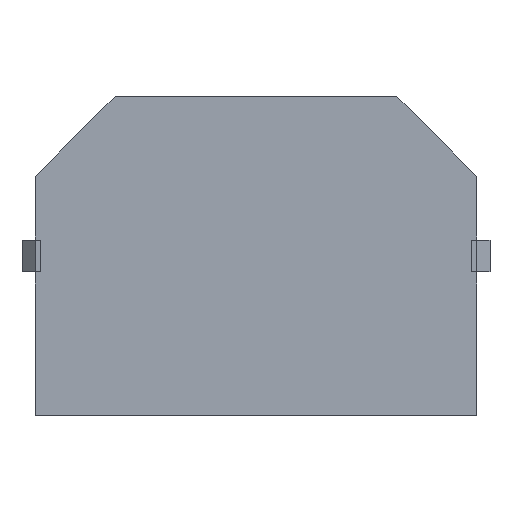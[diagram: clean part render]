
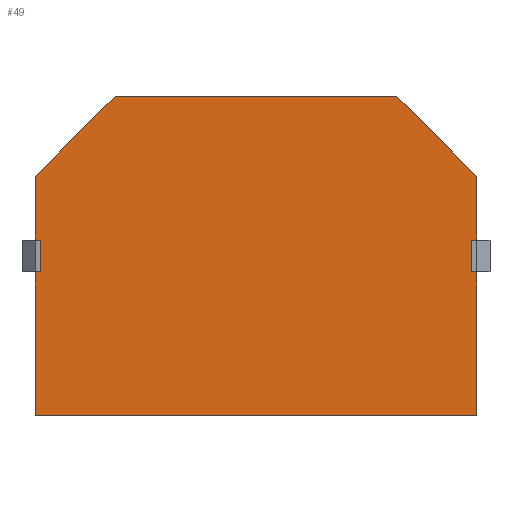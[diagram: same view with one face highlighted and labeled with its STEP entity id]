
A CAD part, front view. The second image highlights one B-rep face of the part: STEP entity #49.
In plain terms, the highlighted planar face has unit normal (0, -1, 0).
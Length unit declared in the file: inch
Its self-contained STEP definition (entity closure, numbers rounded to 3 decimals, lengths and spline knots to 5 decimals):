
#3 = VECTOR ( 'NONE', #120, 39.37008 ) ;
#7 = LINE ( 'NONE', #125, #10 ) ;
#9 = LINE ( 'NONE', #355, #11 ) ;
#10 = VECTOR ( 'NONE', #354, 39.37008 ) ;
#11 = VECTOR ( 'NONE', #357, 39.37008 ) ;
#13 = LINE ( 'NONE', #330, #14 ) ;
#14 = VECTOR ( 'NONE', #358, 39.37008 ) ;
#25 = LINE ( 'NONE', #371, #28 ) ;
#28 = VECTOR ( 'NONE', #372, 39.37008 ) ;
#31 = LINE ( 'NONE', #377, #34 ) ;
#34 = VECTOR ( 'NONE', #378, 39.37008 ) ;
#49 = ADVANCED_FACE ( 'NONE', ( #576 ), #516, .T. ) ;
#64 = LINE ( 'NONE', #393, #65 ) ;
#65 = VECTOR ( 'NONE', #395, 39.37008 ) ;
#66 = LINE ( 'NONE', #394, #72 ) ;
#67 = LINE ( 'NONE', #469, #68 ) ;
#68 = VECTOR ( 'NONE', #459, 39.37008 ) ;
#72 = VECTOR ( 'NONE', #460, 39.37008 ) ;
#73 = LINE ( 'NONE', #461, #78 ) ;
#78 = VECTOR ( 'NONE', #447, 39.37008 ) ;
#119 = CARTESIAN_POINT ( 'NONE',  ( -0.415, 0., 0.3 ) ) ;
#120 = DIRECTION ( 'NONE',  ( 0., 0., 1. ) ) ;
#125 = CARTESIAN_POINT ( 'NONE',  ( 0.415, 0., 0.3 ) ) ;
#126 = DIRECTION ( 'NONE',  ( 0., 0., -1. ) ) ;
#129 = CARTESIAN_POINT ( 'NONE',  ( 0.415, 0., 0.3 ) ) ;
#130 = DIRECTION ( 'NONE',  ( 0., 0., -1. ) ) ;
#189 = EDGE_CURVE ( 'NONE', #404, #412, #64, .T. ) ;
#190 = EDGE_CURVE ( 'NONE', #406, #412, #67, .T. ) ;
#193 = AXIS2_PLACEMENT_3D ( 'NONE', #492, #493, #494 ) ;
#199 = EDGE_CURVE ( 'NONE', #414, #415, #66, .T. ) ;
#210 = EDGE_CURVE ( 'NONE', #413, #414, #73, .T. ) ;
#233 = EDGE_CURVE ( 'NONE', #411, #417, #664, .T. ) ;
#234 = EDGE_CURVE ( 'NONE', #405, #411, #666, .T. ) ;
#235 = EDGE_CURVE ( 'NONE', #413, #283, #668, .T. ) ;
#237 = EDGE_CURVE ( 'NONE', #417, #416, #672, .T. ) ;
#239 = EDGE_CURVE ( 'NONE', #409, #279, #676, .T. ) ;
#242 = EDGE_CURVE ( 'NONE', #404, #410, #7, .T. ) ;
#243 = EDGE_CURVE ( 'NONE', #416, #409, #9, .T. ) ;
#244 = EDGE_CURVE ( 'NONE', #283, #279, #13, .T. ) ;
#251 = EDGE_CURVE ( 'NONE', #405, #410, #25, .T. ) ;
#254 = EDGE_CURVE ( 'NONE', #406, #415, #31, .T. ) ;
#257 = CARTESIAN_POINT ( 'NONE',  ( 0., 0., -0.03 ) ) ;
#258 = DIRECTION ( 'NONE',  ( 1., 0., 0. ) ) ;
#259 = CARTESIAN_POINT ( 'NONE',  ( 0.405, 0., 0.03 ) ) ;
#260 = DIRECTION ( 'NONE',  ( 0., 0., -1. ) ) ;
#261 = CARTESIAN_POINT ( 'NONE',  ( -0.405, 0., 0.03 ) ) ;
#279 = VERTEX_POINT ( 'NONE', #588 ) ;
#283 = VERTEX_POINT ( 'NONE', #325 ) ;
#289 = EDGE_LOOP ( 'NONE', ( #292, #293, #291, #295, #294, #296, #297, #298, #408, #407, #403, #299, #300, #301 ) ) ;
#291 = ORIENTED_EDGE ( 'NONE', *, *, #189, .T. ) ;
#292 = ORIENTED_EDGE ( 'NONE', *, *, #251, .T. ) ;
#293 = ORIENTED_EDGE ( 'NONE', *, *, #242, .F. ) ;
#294 = ORIENTED_EDGE ( 'NONE', *, *, #254, .T. ) ;
#295 = ORIENTED_EDGE ( 'NONE', *, *, #190, .F. ) ;
#296 = ORIENTED_EDGE ( 'NONE', *, *, #199, .F. ) ;
#297 = ORIENTED_EDGE ( 'NONE', *, *, #210, .F. ) ;
#298 = ORIENTED_EDGE ( 'NONE', *, *, #235, .T. ) ;
#299 = ORIENTED_EDGE ( 'NONE', *, *, #237, .F. ) ;
#300 = ORIENTED_EDGE ( 'NONE', *, *, #233, .F. ) ;
#301 = ORIENTED_EDGE ( 'NONE', *, *, #234, .F. ) ;
#325 = CARTESIAN_POINT ( 'NONE',  ( -0.405, 0., -0.03 ) ) ;
#330 = CARTESIAN_POINT ( 'NONE',  ( 0., 0., -0.03 ) ) ;
#354 = DIRECTION ( 'NONE',  ( 0., 0., -1. ) ) ;
#355 = CARTESIAN_POINT ( 'NONE',  ( -0.415, 0., -0.3 ) ) ;
#357 = DIRECTION ( 'NONE',  ( -1., 0., 0. ) ) ;
#358 = DIRECTION ( 'NONE',  ( -1., 0., 0. ) ) ;
#371 = CARTESIAN_POINT ( 'NONE',  ( 0., 0., 0.03 ) ) ;
#372 = DIRECTION ( 'NONE',  ( 1., 0., 0. ) ) ;
#377 = CARTESIAN_POINT ( 'NONE',  ( -0.2825, 0., 0.2825 ) ) ;
#378 = DIRECTION ( 'NONE',  ( -0.707, 0., -0.707 ) ) ;
#393 = CARTESIAN_POINT ( 'NONE',  ( 0.2825, 0., 0.2825 ) ) ;
#394 = CARTESIAN_POINT ( 'NONE',  ( -0.415, 0., 0.3 ) ) ;
#395 = DIRECTION ( 'NONE',  ( -0.707, 0., 0.707 ) ) ;
#403 = ORIENTED_EDGE ( 'NONE', *, *, #243, .F. ) ;
#404 = VERTEX_POINT ( 'NONE', #592 ) ;
#405 = VERTEX_POINT ( 'NONE', #593 ) ;
#406 = VERTEX_POINT ( 'NONE', #597 ) ;
#407 = ORIENTED_EDGE ( 'NONE', *, *, #239, .F. ) ;
#408 = ORIENTED_EDGE ( 'NONE', *, *, #244, .T. ) ;
#409 = VERTEX_POINT ( 'NONE', #596 ) ;
#410 = VERTEX_POINT ( 'NONE', #595 ) ;
#411 = VERTEX_POINT ( 'NONE', #599 ) ;
#412 = VERTEX_POINT ( 'NONE', #600 ) ;
#413 = VERTEX_POINT ( 'NONE', #601 ) ;
#414 = VERTEX_POINT ( 'NONE', #598 ) ;
#415 = VERTEX_POINT ( 'NONE', #602 ) ;
#416 = VERTEX_POINT ( 'NONE', #594 ) ;
#417 = VERTEX_POINT ( 'NONE', #603 ) ;
#447 = DIRECTION ( 'NONE',  ( -1., 0., 0. ) ) ;
#459 = DIRECTION ( 'NONE',  ( 1., 0., 0. ) ) ;
#460 = DIRECTION ( 'NONE',  ( 0., 0., 1. ) ) ;
#461 = CARTESIAN_POINT ( 'NONE',  ( 0., 0., 0.03 ) ) ;
#469 = CARTESIAN_POINT ( 'NONE',  ( -0.415, 0., 0.3 ) ) ;
#492 = CARTESIAN_POINT ( 'NONE',  ( 0., 0., 0. ) ) ;
#493 = DIRECTION ( 'NONE',  ( 0., -1., 0. ) ) ;
#494 = DIRECTION ( 'NONE',  ( 0., 0., -1. ) ) ;
#516 = PLANE ( 'NONE',  #193 ) ;
#576 = FACE_OUTER_BOUND ( 'NONE', #289, .T. ) ;
#588 = CARTESIAN_POINT ( 'NONE',  ( -0.415, 0., -0.03 ) ) ;
#592 = CARTESIAN_POINT ( 'NONE',  ( 0.415, 0., 0.15 ) ) ;
#593 = CARTESIAN_POINT ( 'NONE',  ( 0.405, 0., 0.03 ) ) ;
#594 = CARTESIAN_POINT ( 'NONE',  ( 0.415, 0., -0.3 ) ) ;
#595 = CARTESIAN_POINT ( 'NONE',  ( 0.415, 0., 0.03 ) ) ;
#596 = CARTESIAN_POINT ( 'NONE',  ( -0.415, 0., -0.3 ) ) ;
#597 = CARTESIAN_POINT ( 'NONE',  ( -0.265, 0., 0.3 ) ) ;
#598 = CARTESIAN_POINT ( 'NONE',  ( -0.415, 0., 0.03 ) ) ;
#599 = CARTESIAN_POINT ( 'NONE',  ( 0.405, 0., -0.03 ) ) ;
#600 = CARTESIAN_POINT ( 'NONE',  ( 0.265, 0., 0.3 ) ) ;
#601 = CARTESIAN_POINT ( 'NONE',  ( -0.405, 0., 0.03 ) ) ;
#602 = CARTESIAN_POINT ( 'NONE',  ( -0.415, 0., 0.15 ) ) ;
#603 = CARTESIAN_POINT ( 'NONE',  ( 0.415, 0., -0.03 ) ) ;
#664 = LINE ( 'NONE', #257, #667 ) ;
#666 = LINE ( 'NONE', #259, #669 ) ;
#667 = VECTOR ( 'NONE', #258, 39.37008 ) ;
#668 = LINE ( 'NONE', #261, #671 ) ;
#669 = VECTOR ( 'NONE', #260, 39.37008 ) ;
#671 = VECTOR ( 'NONE', #126, 39.37008 ) ;
#672 = LINE ( 'NONE', #129, #675 ) ;
#675 = VECTOR ( 'NONE', #130, 39.37008 ) ;
#676 = LINE ( 'NONE', #119, #3 ) ;
